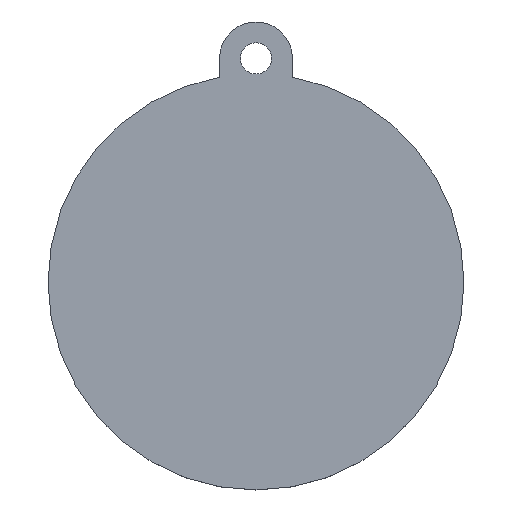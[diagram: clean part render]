
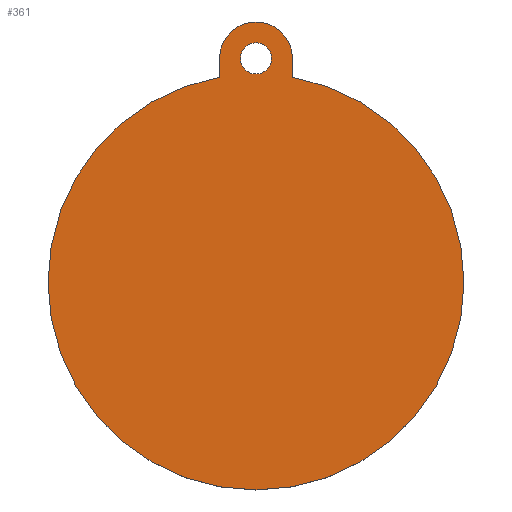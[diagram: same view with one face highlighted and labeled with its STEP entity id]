
A CAD part, top view. The second image highlights one B-rep face of the part: STEP entity #361.
In plain terms, the highlighted planar face has unit normal (0, 0, 1).
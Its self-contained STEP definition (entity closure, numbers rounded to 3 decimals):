
#24 = VERTEX_POINT('',#25);
#25 = CARTESIAN_POINT('',(3.5,21.5,3.3));
#32 = CYLINDRICAL_SURFACE('',#33,3.5);
#33 = AXIS2_PLACEMENT_3D('',#34,#35,#36);
#34 = CARTESIAN_POINT('',(0.,21.5,0.));
#35 = DIRECTION('',(-0.,-0.,-1.));
#36 = DIRECTION('',(1.,0.,0.));
#44 = PLANE('',#45);
#45 = AXIS2_PLACEMENT_3D('',#46,#47,#48);
#46 = CARTESIAN_POINT('',(3.5,19.691,0.));
#47 = DIRECTION('',(-1.,0.,0.));
#48 = DIRECTION('',(0.,1.,0.));
#56 = EDGE_CURVE('',#24,#57,#59,.T.);
#57 = VERTEX_POINT('',#58);
#58 = CARTESIAN_POINT('',(-3.5,21.5,3.3));
#59 = SURFACE_CURVE('',#60,(#65,#72),.PCURVE_S1.);
#60 = CIRCLE('',#61,3.5);
#61 = AXIS2_PLACEMENT_3D('',#62,#63,#64);
#62 = CARTESIAN_POINT('',(0.,21.5,3.3));
#63 = DIRECTION('',(0.,0.,1.));
#64 = DIRECTION('',(1.,0.,0.));
#65 = PCURVE('',#32,#66);
#66 = DEFINITIONAL_REPRESENTATION('',(#67),#71);
#67 = LINE('',#68,#69);
#68 = CARTESIAN_POINT('',(-0.,-3.3));
#69 = VECTOR('',#70,1.);
#70 = DIRECTION('',(-1.,0.));
#71 = ( GEOMETRIC_REPRESENTATION_CONTEXT(2) 
PARAMETRIC_REPRESENTATION_CONTEXT() REPRESENTATION_CONTEXT('2D SPACE',''
  ) );
#72 = PCURVE('',#73,#78);
#73 = PLANE('',#74);
#74 = AXIS2_PLACEMENT_3D('',#75,#76,#77);
#75 = CARTESIAN_POINT('',(3.5,21.5,3.3));
#76 = DIRECTION('',(0.,0.,-1.));
#77 = DIRECTION('',(-1.,0.,0.));
#78 = DEFINITIONAL_REPRESENTATION('',(#79),#87);
#79 = ( BOUNDED_CURVE() B_SPLINE_CURVE(2,(#80,#81,#82,#83,#84,#85,#86),
.UNSPECIFIED.,.F.,.F.) B_SPLINE_CURVE_WITH_KNOTS((1,2,2,2,2,1),(
    -2.094,0.,2.094,4.189,6.283,
8.378),.UNSPECIFIED.) CURVE() GEOMETRIC_REPRESENTATION_ITEM() 
RATIONAL_B_SPLINE_CURVE((1.,0.5,1.,0.5,1.,0.5,1.)) REPRESENTATION_ITEM(
  '') );
#80 = CARTESIAN_POINT('',(0.,0.));
#81 = CARTESIAN_POINT('',(0.,6.062));
#82 = CARTESIAN_POINT('',(5.25,3.031));
#83 = CARTESIAN_POINT('',(10.5,0.));
#84 = CARTESIAN_POINT('',(5.25,-3.031));
#85 = CARTESIAN_POINT('',(0.,-6.062));
#86 = CARTESIAN_POINT('',(0.,0.));
#87 = ( GEOMETRIC_REPRESENTATION_CONTEXT(2) 
PARAMETRIC_REPRESENTATION_CONTEXT() REPRESENTATION_CONTEXT('2D SPACE',''
  ) );
#105 = PLANE('',#106);
#106 = AXIS2_PLACEMENT_3D('',#107,#108,#109);
#107 = CARTESIAN_POINT('',(-3.5,21.5,0.));
#108 = DIRECTION('',(1.,0.,0.));
#109 = DIRECTION('',(0.,-1.,0.));
#154 = VERTEX_POINT('',#155);
#155 = CARTESIAN_POINT('',(3.5,19.691,3.3));
#169 = CYLINDRICAL_SURFACE('',#170,20.);
#170 = AXIS2_PLACEMENT_3D('',#171,#172,#173);
#171 = CARTESIAN_POINT('',(0.,0.,0.));
#172 = DIRECTION('',(-0.,-0.,-1.));
#173 = DIRECTION('',(1.,0.,0.));
#181 = EDGE_CURVE('',#154,#24,#182,.T.);
#182 = SURFACE_CURVE('',#183,(#187,#194),.PCURVE_S1.);
#183 = LINE('',#184,#185);
#184 = CARTESIAN_POINT('',(3.5,19.691,3.3));
#185 = VECTOR('',#186,1.);
#186 = DIRECTION('',(0.,1.,0.));
#187 = PCURVE('',#44,#188);
#188 = DEFINITIONAL_REPRESENTATION('',(#189),#193);
#189 = LINE('',#190,#191);
#190 = CARTESIAN_POINT('',(0.,-3.3));
#191 = VECTOR('',#192,1.);
#192 = DIRECTION('',(1.,0.));
#193 = ( GEOMETRIC_REPRESENTATION_CONTEXT(2) 
PARAMETRIC_REPRESENTATION_CONTEXT() REPRESENTATION_CONTEXT('2D SPACE',''
  ) );
#194 = PCURVE('',#73,#195);
#195 = DEFINITIONAL_REPRESENTATION('',(#196),#200);
#196 = LINE('',#197,#198);
#197 = CARTESIAN_POINT('',(0.,-1.809));
#198 = VECTOR('',#199,1.);
#199 = DIRECTION('',(0.,1.));
#200 = ( GEOMETRIC_REPRESENTATION_CONTEXT(2) 
PARAMETRIC_REPRESENTATION_CONTEXT() REPRESENTATION_CONTEXT('2D SPACE',''
  ) );
#228 = EDGE_CURVE('',#57,#229,#231,.T.);
#229 = VERTEX_POINT('',#230);
#230 = CARTESIAN_POINT('',(-3.5,19.691,3.3));
#231 = SURFACE_CURVE('',#232,(#236,#243),.PCURVE_S1.);
#232 = LINE('',#233,#234);
#233 = CARTESIAN_POINT('',(-3.5,21.5,3.3));
#234 = VECTOR('',#235,1.);
#235 = DIRECTION('',(0.,-1.,0.));
#236 = PCURVE('',#105,#237);
#237 = DEFINITIONAL_REPRESENTATION('',(#238),#242);
#238 = LINE('',#239,#240);
#239 = CARTESIAN_POINT('',(0.,-3.3));
#240 = VECTOR('',#241,1.);
#241 = DIRECTION('',(1.,0.));
#242 = ( GEOMETRIC_REPRESENTATION_CONTEXT(2) 
PARAMETRIC_REPRESENTATION_CONTEXT() REPRESENTATION_CONTEXT('2D SPACE',''
  ) );
#243 = PCURVE('',#73,#244);
#244 = DEFINITIONAL_REPRESENTATION('',(#245),#249);
#245 = LINE('',#246,#247);
#246 = CARTESIAN_POINT('',(7.,0.));
#247 = VECTOR('',#248,1.);
#248 = DIRECTION('',(0.,-1.));
#249 = ( GEOMETRIC_REPRESENTATION_CONTEXT(2) 
PARAMETRIC_REPRESENTATION_CONTEXT() REPRESENTATION_CONTEXT('2D SPACE',''
  ) );
#350 = CYLINDRICAL_SURFACE('',#351,1.5);
#351 = AXIS2_PLACEMENT_3D('',#352,#353,#354);
#352 = CARTESIAN_POINT('',(0.,21.5,3.3));
#353 = DIRECTION('',(0.,0.,1.));
#354 = DIRECTION('',(1.,0.,0.));
#361 = ADVANCED_FACE('',(#362,#393),#73,.F.);
#362 = FACE_BOUND('',#363,.F.);
#363 = EDGE_LOOP('',(#364,#365,#366,#392));
#364 = ORIENTED_EDGE('',*,*,#56,.F.);
#365 = ORIENTED_EDGE('',*,*,#181,.F.);
#366 = ORIENTED_EDGE('',*,*,#367,.F.);
#367 = EDGE_CURVE('',#229,#154,#368,.T.);
#368 = SURFACE_CURVE('',#369,(#374,#385),.PCURVE_S1.);
#369 = CIRCLE('',#370,20.);
#370 = AXIS2_PLACEMENT_3D('',#371,#372,#373);
#371 = CARTESIAN_POINT('',(0.,0.,3.3));
#372 = DIRECTION('',(0.,0.,1.));
#373 = DIRECTION('',(1.,0.,0.));
#374 = PCURVE('',#73,#375);
#375 = DEFINITIONAL_REPRESENTATION('',(#376),#384);
#376 = ( BOUNDED_CURVE() B_SPLINE_CURVE(2,(#377,#378,#379,#380,#381,#382
,#383),.UNSPECIFIED.,.T.,.F.) B_SPLINE_CURVE_WITH_KNOTS((1,2,2,2,2,1),(
    -2.094,0.,2.094,4.189,6.283,
8.378),.UNSPECIFIED.) CURVE() GEOMETRIC_REPRESENTATION_ITEM() 
RATIONAL_B_SPLINE_CURVE((1.,0.5,1.,0.5,1.,0.5,1.)) REPRESENTATION_ITEM(
  '') );
#377 = CARTESIAN_POINT('',(-16.5,-21.5));
#378 = CARTESIAN_POINT('',(-16.5,13.141));
#379 = CARTESIAN_POINT('',(13.5,-4.179));
#380 = CARTESIAN_POINT('',(43.5,-21.5));
#381 = CARTESIAN_POINT('',(13.5,-38.821));
#382 = CARTESIAN_POINT('',(-16.5,-56.141));
#383 = CARTESIAN_POINT('',(-16.5,-21.5));
#384 = ( GEOMETRIC_REPRESENTATION_CONTEXT(2) 
PARAMETRIC_REPRESENTATION_CONTEXT() REPRESENTATION_CONTEXT('2D SPACE',''
  ) );
#385 = PCURVE('',#169,#386);
#386 = DEFINITIONAL_REPRESENTATION('',(#387),#391);
#387 = LINE('',#388,#389);
#388 = CARTESIAN_POINT('',(-0.,-3.3));
#389 = VECTOR('',#390,1.);
#390 = DIRECTION('',(-1.,0.));
#391 = ( GEOMETRIC_REPRESENTATION_CONTEXT(2) 
PARAMETRIC_REPRESENTATION_CONTEXT() REPRESENTATION_CONTEXT('2D SPACE',''
  ) );
#392 = ORIENTED_EDGE('',*,*,#228,.F.);
#393 = FACE_BOUND('',#394,.F.);
#394 = EDGE_LOOP('',(#395));
#395 = ORIENTED_EDGE('',*,*,#396,.T.);
#396 = EDGE_CURVE('',#397,#397,#399,.T.);
#397 = VERTEX_POINT('',#398);
#398 = CARTESIAN_POINT('',(1.5,21.5,3.3));
#399 = SURFACE_CURVE('',#400,(#405,#416),.PCURVE_S1.);
#400 = CIRCLE('',#401,1.5);
#401 = AXIS2_PLACEMENT_3D('',#402,#403,#404);
#402 = CARTESIAN_POINT('',(0.,21.5,3.3));
#403 = DIRECTION('',(0.,0.,1.));
#404 = DIRECTION('',(1.,0.,0.));
#405 = PCURVE('',#73,#406);
#406 = DEFINITIONAL_REPRESENTATION('',(#407),#415);
#407 = ( BOUNDED_CURVE() B_SPLINE_CURVE(2,(#408,#409,#410,#411,#412,#413
,#414),.UNSPECIFIED.,.F.,.F.) B_SPLINE_CURVE_WITH_KNOTS((1,2,2,2,2,1),(
    -2.094,0.,2.094,4.189,6.283,
8.378),.UNSPECIFIED.) CURVE() GEOMETRIC_REPRESENTATION_ITEM() 
RATIONAL_B_SPLINE_CURVE((1.,0.5,1.,0.5,1.,0.5,1.)) REPRESENTATION_ITEM(
  '') );
#408 = CARTESIAN_POINT('',(2.,0.));
#409 = CARTESIAN_POINT('',(2.,2.598));
#410 = CARTESIAN_POINT('',(4.25,1.299));
#411 = CARTESIAN_POINT('',(6.5,0.));
#412 = CARTESIAN_POINT('',(4.25,-1.299));
#413 = CARTESIAN_POINT('',(2.,-2.598));
#414 = CARTESIAN_POINT('',(2.,0.));
#415 = ( GEOMETRIC_REPRESENTATION_CONTEXT(2) 
PARAMETRIC_REPRESENTATION_CONTEXT() REPRESENTATION_CONTEXT('2D SPACE',''
  ) );
#416 = PCURVE('',#350,#417);
#417 = DEFINITIONAL_REPRESENTATION('',(#418),#422);
#418 = LINE('',#419,#420);
#419 = CARTESIAN_POINT('',(0.,0.));
#420 = VECTOR('',#421,1.);
#421 = DIRECTION('',(1.,0.));
#422 = ( GEOMETRIC_REPRESENTATION_CONTEXT(2) 
PARAMETRIC_REPRESENTATION_CONTEXT() REPRESENTATION_CONTEXT('2D SPACE',''
  ) );
